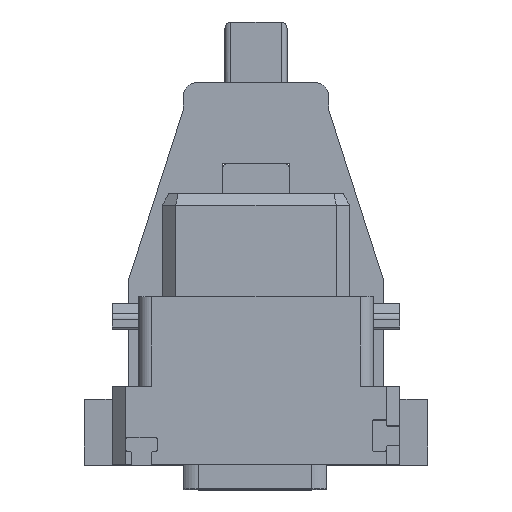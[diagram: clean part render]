
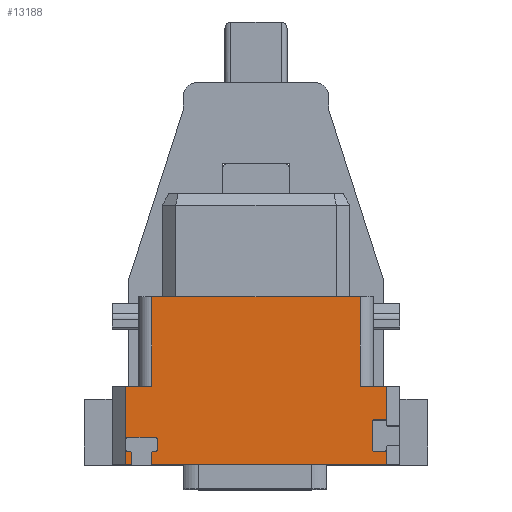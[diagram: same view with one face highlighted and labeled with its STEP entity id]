
A CAD part, top view. The second image highlights one B-rep face of the part: STEP entity #13188.
In plain terms, the highlighted planar face has unit normal (0, 0, 1).
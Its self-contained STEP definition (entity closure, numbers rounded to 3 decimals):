
#284=DIRECTION('',(-1.,0.,0.));
#285=VECTOR('',#284,15.8);
#286=CARTESIAN_POINT('',(7.9,12.75,9.9));
#287=LINE('',#286,#285);
#503=CARTESIAN_POINT('',(9.75,3.275,9.9));
#504=DIRECTION('',(0.,0.,1.));
#505=DIRECTION('',(1.,0.,0.));
#506=AXIS2_PLACEMENT_3D('',#503,#504,#505);
#508=DIRECTION('',(-1.,0.,0.));
#509=VECTOR('',#508,0.8);
#510=CARTESIAN_POINT('',(9.75,3.425,9.9));
#511=LINE('',#510,#509);
#512=CARTESIAN_POINT('',(8.95,3.275,9.9));
#513=DIRECTION('',(0.,0.,1.));
#514=DIRECTION('',(0.,1.,0.));
#515=AXIS2_PLACEMENT_3D('',#512,#513,#514);
#517=DIRECTION('',(0.,-1.,0.));
#518=VECTOR('',#517,2.1);
#519=CARTESIAN_POINT('',(8.8,3.275,9.9));
#520=LINE('',#519,#518);
#521=CARTESIAN_POINT('',(8.95,1.175,9.9));
#522=DIRECTION('',(0.,0.,1.));
#523=DIRECTION('',(-1.,0.,0.));
#524=AXIS2_PLACEMENT_3D('',#521,#522,#523);
#526=DIRECTION('',(1.,0.,0.));
#527=VECTOR('',#526,0.8);
#528=CARTESIAN_POINT('',(8.95,1.025,9.9));
#529=LINE('',#528,#527);
#530=CARTESIAN_POINT('',(9.75,1.175,9.9));
#531=DIRECTION('',(0.,0.,1.));
#532=DIRECTION('',(0.,-1.,0.));
#533=AXIS2_PLACEMENT_3D('',#530,#531,#532);
#535=DIRECTION('',(0.,1.,0.));
#536=VECTOR('',#535,1.175);
#537=CARTESIAN_POINT('',(9.9,0.,9.9));
#538=LINE('',#537,#536);
#539=DIRECTION('',(0.,1.,0.));
#540=VECTOR('',#539,0.85);
#541=CARTESIAN_POINT('',(-7.95,0.,9.9));
#542=LINE('',#541,#540);
#543=CARTESIAN_POINT('',(-7.8,0.85,9.9));
#544=DIRECTION('',(0.,0.,1.));
#545=DIRECTION('',(0.,1.,0.));
#546=AXIS2_PLACEMENT_3D('',#543,#544,#545);
#548=DIRECTION('',(1.,0.,0.));
#549=VECTOR('',#548,0.175);
#550=CARTESIAN_POINT('',(-7.8,1.,9.9));
#551=LINE('',#550,#549);
#552=CARTESIAN_POINT('',(-7.625,1.15,9.9));
#553=DIRECTION('',(0.,0.,1.));
#554=DIRECTION('',(0.,-1.,0.));
#555=AXIS2_PLACEMENT_3D('',#552,#553,#554);
#557=DIRECTION('',(0.,1.,0.));
#558=VECTOR('',#557,0.8);
#559=CARTESIAN_POINT('',(-7.475,1.15,9.9));
#560=LINE('',#559,#558);
#561=CARTESIAN_POINT('',(-7.625,1.95,9.9));
#562=DIRECTION('',(0.,0.,1.));
#563=DIRECTION('',(1.,0.,0.));
#564=AXIS2_PLACEMENT_3D('',#561,#562,#563);
#566=DIRECTION('',(-1.,0.,0.));
#567=VECTOR('',#566,2.1);
#568=CARTESIAN_POINT('',(-7.625,2.1,9.9));
#569=LINE('',#568,#567);
#570=CARTESIAN_POINT('',(-9.725,1.95,9.9));
#571=DIRECTION('',(0.,0.,1.));
#572=DIRECTION('',(0.,1.,0.));
#573=AXIS2_PLACEMENT_3D('',#570,#571,#572);
#575=DIRECTION('',(0.,-1.,0.));
#576=VECTOR('',#575,0.8);
#577=CARTESIAN_POINT('',(-9.875,1.95,9.9));
#578=LINE('',#577,#576);
#579=CARTESIAN_POINT('',(-9.725,1.15,9.9));
#580=DIRECTION('',(0.,0.,1.));
#581=DIRECTION('',(-1.,0.,0.));
#582=AXIS2_PLACEMENT_3D('',#579,#580,#581);
#584=DIRECTION('',(1.,0.,0.));
#585=VECTOR('',#584,0.175);
#586=CARTESIAN_POINT('',(-9.725,1.,9.9));
#587=LINE('',#586,#585);
#588=CARTESIAN_POINT('',(-9.55,0.85,9.9));
#589=DIRECTION('',(0.,0.,1.));
#590=DIRECTION('',(1.,0.,0.));
#591=AXIS2_PLACEMENT_3D('',#588,#589,#590);
#593=DIRECTION('',(0.,1.,0.));
#594=VECTOR('',#593,0.85);
#595=CARTESIAN_POINT('',(-9.4,0.,9.9));
#596=LINE('',#595,#594);
#597=DIRECTION('',(0.,-1.,0.));
#598=VECTOR('',#597,5.95);
#599=CARTESIAN_POINT('',(-9.9,5.95,9.9));
#600=LINE('',#599,#598);
#601=DIRECTION('',(0.,-1.,0.));
#602=VECTOR('',#601,6.8);
#603=CARTESIAN_POINT('',(-7.9,12.75,9.9));
#604=LINE('',#603,#602);
#605=DIRECTION('',(0.,1.,0.));
#606=VECTOR('',#605,6.8);
#607=CARTESIAN_POINT('',(7.9,5.95,9.9));
#608=LINE('',#607,#606);
#609=DIRECTION('',(0.,1.,0.));
#610=VECTOR('',#609,2.675);
#611=CARTESIAN_POINT('',(9.9,3.275,9.9));
#612=LINE('',#611,#610);
#629=DIRECTION('',(-1.,0.,0.));
#630=VECTOR('',#629,2.);
#631=CARTESIAN_POINT('',(9.9,5.95,9.9));
#632=LINE('',#631,#630);
#821=DIRECTION('',(1.,0.,0.));
#822=VECTOR('',#821,0.5);
#823=CARTESIAN_POINT('',(-9.9,0.,9.9));
#824=LINE('',#823,#822);
#837=DIRECTION('',(1.,0.,0.));
#838=VECTOR('',#837,17.85);
#839=CARTESIAN_POINT('',(-7.95,0.,9.9));
#840=LINE('',#839,#838);
#4689=DIRECTION('',(-1.,0.,0.));
#4690=VECTOR('',#4689,2.);
#4691=CARTESIAN_POINT('',(-7.9,5.95,9.9));
#4692=LINE('',#4691,#4690);
#11083=CARTESIAN_POINT('',(-7.95,0.,9.9));
#11084=VERTEX_POINT('',#11083);
#11085=CARTESIAN_POINT('',(-9.4,0.,9.9));
#11086=VERTEX_POINT('',#11085);
#11087=CARTESIAN_POINT('',(9.9,3.275,9.9));
#11088=CARTESIAN_POINT('',(9.75,3.425,9.9));
#11089=VERTEX_POINT('',#11087);
#11090=VERTEX_POINT('',#11088);
#11091=CARTESIAN_POINT('',(8.95,3.425,9.9));
#11092=VERTEX_POINT('',#11091);
#11093=CARTESIAN_POINT('',(8.8,3.275,9.9));
#11094=VERTEX_POINT('',#11093);
#11095=CARTESIAN_POINT('',(8.8,1.175,9.9));
#11096=VERTEX_POINT('',#11095);
#11097=CARTESIAN_POINT('',(8.95,1.025,9.9));
#11098=VERTEX_POINT('',#11097);
#11099=CARTESIAN_POINT('',(9.75,1.025,9.9));
#11100=VERTEX_POINT('',#11099);
#11101=CARTESIAN_POINT('',(9.9,1.175,9.9));
#11102=VERTEX_POINT('',#11101);
#11103=CARTESIAN_POINT('',(-7.95,0.85,9.9));
#11104=VERTEX_POINT('',#11103);
#11105=CARTESIAN_POINT('',(-7.8,1.,9.9));
#11106=VERTEX_POINT('',#11105);
#11107=CARTESIAN_POINT('',(-7.625,1.,9.9));
#11108=VERTEX_POINT('',#11107);
#11109=CARTESIAN_POINT('',(-7.475,1.15,9.9));
#11110=VERTEX_POINT('',#11109);
#11111=CARTESIAN_POINT('',(-7.475,1.95,9.9));
#11112=VERTEX_POINT('',#11111);
#11113=CARTESIAN_POINT('',(-7.625,2.1,9.9));
#11114=VERTEX_POINT('',#11113);
#11115=CARTESIAN_POINT('',(-9.725,2.1,9.9));
#11116=VERTEX_POINT('',#11115);
#11117=CARTESIAN_POINT('',(-9.875,1.95,9.9));
#11118=VERTEX_POINT('',#11117);
#11119=CARTESIAN_POINT('',(-9.875,1.15,9.9));
#11120=VERTEX_POINT('',#11119);
#11121=CARTESIAN_POINT('',(-9.725,1.,9.9));
#11122=VERTEX_POINT('',#11121);
#11123=CARTESIAN_POINT('',(-9.55,1.,9.9));
#11124=VERTEX_POINT('',#11123);
#11125=CARTESIAN_POINT('',(-9.4,0.85,9.9));
#11126=VERTEX_POINT('',#11125);
#11131=CARTESIAN_POINT('',(7.9,12.75,9.9));
#11133=VERTEX_POINT('',#11131);
#11137=CARTESIAN_POINT('',(7.9,5.95,9.9));
#11138=VERTEX_POINT('',#11137);
#11143=CARTESIAN_POINT('',(-7.9,12.75,9.9));
#11144=VERTEX_POINT('',#11143);
#11145=CARTESIAN_POINT('',(-7.9,5.95,9.9));
#11146=VERTEX_POINT('',#11145);
#11151=CARTESIAN_POINT('',(9.9,5.95,9.9));
#11153=VERTEX_POINT('',#11151);
#11166=CARTESIAN_POINT('',(9.9,0.,9.9));
#11167=VERTEX_POINT('',#11166);
#11168=CARTESIAN_POINT('',(-9.9,0.,9.9));
#11170=VERTEX_POINT('',#11168);
#11174=CARTESIAN_POINT('',(-9.9,5.95,9.9));
#11175=VERTEX_POINT('',#11174);
#13124=CARTESIAN_POINT('',(10.9,12.75,9.9));
#13125=DIRECTION('',(0.,0.,1.));
#13126=DIRECTION('',(-1.,0.,0.));
#13127=AXIS2_PLACEMENT_3D('',#13124,#13125,#13126);
#13128=PLANE('',#13127);
#13130=ORIENTED_EDGE('',*,*,#13129,.T.);
#13132=ORIENTED_EDGE('',*,*,#13131,.T.);
#13134=ORIENTED_EDGE('',*,*,#13133,.T.);
#13136=ORIENTED_EDGE('',*,*,#13135,.T.);
#13138=ORIENTED_EDGE('',*,*,#13137,.T.);
#13140=ORIENTED_EDGE('',*,*,#13139,.T.);
#13142=ORIENTED_EDGE('',*,*,#13141,.T.);
#13144=ORIENTED_EDGE('',*,*,#13143,.F.);
#13146=ORIENTED_EDGE('',*,*,#13145,.F.);
#13148=ORIENTED_EDGE('',*,*,#13147,.T.);
#13150=ORIENTED_EDGE('',*,*,#13149,.F.);
#13152=ORIENTED_EDGE('',*,*,#13151,.T.);
#13154=ORIENTED_EDGE('',*,*,#13153,.T.);
#13156=ORIENTED_EDGE('',*,*,#13155,.T.);
#13158=ORIENTED_EDGE('',*,*,#13157,.T.);
#13160=ORIENTED_EDGE('',*,*,#13159,.T.);
#13162=ORIENTED_EDGE('',*,*,#13161,.T.);
#13164=ORIENTED_EDGE('',*,*,#13163,.T.);
#13166=ORIENTED_EDGE('',*,*,#13165,.T.);
#13168=ORIENTED_EDGE('',*,*,#13167,.T.);
#13170=ORIENTED_EDGE('',*,*,#13169,.F.);
#13172=ORIENTED_EDGE('',*,*,#13171,.F.);
#13174=ORIENTED_EDGE('',*,*,#13173,.F.);
#13176=ORIENTED_EDGE('',*,*,#13175,.F.);
#13178=ORIENTED_EDGE('',*,*,#13177,.F.);
#13179=ORIENTED_EDGE('',*,*,#13117,.F.);
#13180=ORIENTED_EDGE('',*,*,#12862,.F.);
#13181=ORIENTED_EDGE('',*,*,#12903,.F.);
#13183=ORIENTED_EDGE('',*,*,#13182,.F.);
#13185=ORIENTED_EDGE('',*,*,#13184,.F.);
#13186=EDGE_LOOP('',(#13130,#13132,#13134,#13136,#13138,#13140,#13142,#13144,
#13146,#13148,#13150,#13152,#13154,#13156,#13158,#13160,#13162,#13164,#13166,
#13168,#13170,#13172,#13174,#13176,#13178,#13179,#13180,#13181,#13183,#13185));
#13187=FACE_OUTER_BOUND('',#13186,.F.);
#13188=ADVANCED_FACE('',(#13187),#13128,.T.);
#507=CIRCLE('',#506,0.15);
#516=CIRCLE('',#515,0.15);
#525=CIRCLE('',#524,0.15);
#534=CIRCLE('',#533,0.15);
#547=CIRCLE('',#546,0.15);
#556=CIRCLE('',#555,0.15);
#565=CIRCLE('',#564,0.15);
#574=CIRCLE('',#573,0.15);
#583=CIRCLE('',#582,0.15);
#592=CIRCLE('',#591,0.15);
#12862=EDGE_CURVE('',#11133,#11144,#287,.T.);
#12903=EDGE_CURVE('',#11138,#11133,#608,.T.);
#13117=EDGE_CURVE('',#11144,#11146,#604,.T.);
#13129=EDGE_CURVE('',#11089,#11090,#507,.T.);
#13131=EDGE_CURVE('',#11090,#11092,#511,.T.);
#13133=EDGE_CURVE('',#11092,#11094,#516,.T.);
#13135=EDGE_CURVE('',#11094,#11096,#520,.T.);
#13137=EDGE_CURVE('',#11096,#11098,#525,.T.);
#13139=EDGE_CURVE('',#11098,#11100,#529,.T.);
#13141=EDGE_CURVE('',#11100,#11102,#534,.T.);
#13143=EDGE_CURVE('',#11167,#11102,#538,.T.);
#13145=EDGE_CURVE('',#11084,#11167,#840,.T.);
#13147=EDGE_CURVE('',#11084,#11104,#542,.T.);
#13149=EDGE_CURVE('',#11106,#11104,#547,.T.);
#13151=EDGE_CURVE('',#11106,#11108,#551,.T.);
#13153=EDGE_CURVE('',#11108,#11110,#556,.T.);
#13155=EDGE_CURVE('',#11110,#11112,#560,.T.);
#13157=EDGE_CURVE('',#11112,#11114,#565,.T.);
#13159=EDGE_CURVE('',#11114,#11116,#569,.T.);
#13161=EDGE_CURVE('',#11116,#11118,#574,.T.);
#13163=EDGE_CURVE('',#11118,#11120,#578,.T.);
#13165=EDGE_CURVE('',#11120,#11122,#583,.T.);
#13167=EDGE_CURVE('',#11122,#11124,#587,.T.);
#13169=EDGE_CURVE('',#11126,#11124,#592,.T.);
#13171=EDGE_CURVE('',#11086,#11126,#596,.T.);
#13173=EDGE_CURVE('',#11170,#11086,#824,.T.);
#13175=EDGE_CURVE('',#11175,#11170,#600,.T.);
#13177=EDGE_CURVE('',#11146,#11175,#4692,.T.);
#13182=EDGE_CURVE('',#11153,#11138,#632,.T.);
#13184=EDGE_CURVE('',#11089,#11153,#612,.T.);
